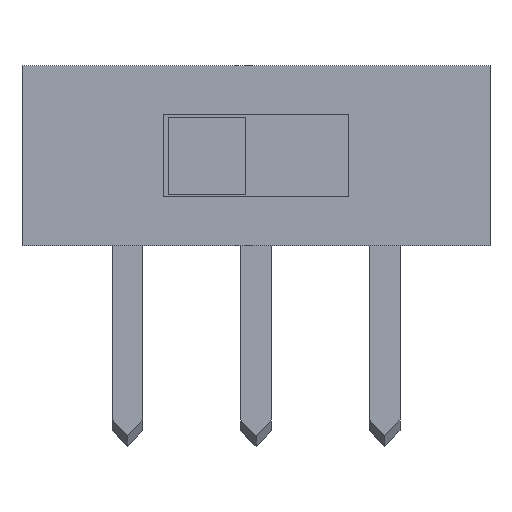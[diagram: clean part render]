
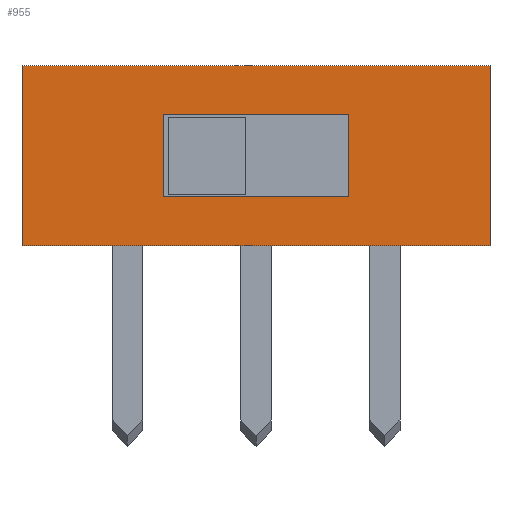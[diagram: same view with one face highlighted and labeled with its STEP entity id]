
A CAD part, front view. The second image highlights one B-rep face of the part: STEP entity #955.
In plain terms, the highlighted planar face has unit normal (0, -1, 0).
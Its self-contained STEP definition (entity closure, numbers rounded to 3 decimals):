
#41=FACE_BOUND('',#156,.T.);
#95=FACE_OUTER_BOUND('',#155,.T.);
#155=EDGE_LOOP('',(#848,#849,#850,#851));
#156=EDGE_LOOP('',(#852,#853,#854,#855));
#241=LINE('',#1488,#357);
#245=LINE('',#1496,#361);
#248=LINE('',#1502,#364);
#251=LINE('',#1507,#367);
#266=LINE('',#1539,#382);
#268=LINE('',#1543,#384);
#270=LINE('',#1547,#386);
#272=LINE('',#1550,#388);
#357=VECTOR('',#1226,10.);
#361=VECTOR('',#1232,10.);
#364=VECTOR('',#1237,10.);
#367=VECTOR('',#1242,10.);
#382=VECTOR('',#1271,10.);
#384=VECTOR('',#1275,10.);
#386=VECTOR('',#1279,10.);
#388=VECTOR('',#1283,10.);
#452=VERTEX_POINT('',#1486);
#453=VERTEX_POINT('',#1487);
#456=VERTEX_POINT('',#1495);
#458=VERTEX_POINT('',#1501);
#468=VERTEX_POINT('',#1536);
#469=VERTEX_POINT('',#1538);
#470=VERTEX_POINT('',#1542);
#471=VERTEX_POINT('',#1546);
#568=EDGE_CURVE('',#452,#453,#241,.T.);
#572=EDGE_CURVE('',#456,#452,#245,.T.);
#575=EDGE_CURVE('',#458,#456,#248,.T.);
#578=EDGE_CURVE('',#453,#458,#251,.T.);
#593=EDGE_CURVE('',#469,#468,#266,.T.);
#595=EDGE_CURVE('',#470,#469,#268,.T.);
#597=EDGE_CURVE('',#471,#470,#270,.T.);
#599=EDGE_CURVE('',#468,#471,#272,.T.);
#848=ORIENTED_EDGE('',*,*,#599,.T.);
#849=ORIENTED_EDGE('',*,*,#597,.T.);
#850=ORIENTED_EDGE('',*,*,#595,.T.);
#851=ORIENTED_EDGE('',*,*,#593,.T.);
#852=ORIENTED_EDGE('',*,*,#568,.T.);
#853=ORIENTED_EDGE('',*,*,#578,.T.);
#854=ORIENTED_EDGE('',*,*,#575,.T.);
#855=ORIENTED_EDGE('',*,*,#572,.T.);
#901=PLANE('',#1035);
#955=ADVANCED_FACE('',(#95,#41),#901,.T.);
#1035=AXIS2_PLACEMENT_3D('',#1551,#1284,#1285);
#1226=DIRECTION('',(0.,0.,1.));
#1232=DIRECTION('',(-1.,0.,0.));
#1237=DIRECTION('',(0.,0.,-1.));
#1242=DIRECTION('',(1.,0.,0.));
#1271=DIRECTION('',(0.,0.,-1.));
#1275=DIRECTION('',(-1.,0.,0.));
#1279=DIRECTION('',(0.,0.,1.));
#1283=DIRECTION('',(1.,0.,0.));
#1284=DIRECTION('center_axis',(0.,-1.,0.));
#1285=DIRECTION('ref_axis',(0.,0.,-1.));
#1486=CARTESIAN_POINT('',(-1.8,-2.6,-0.8));
#1487=CARTESIAN_POINT('',(-1.8,-2.6,0.8));
#1488=CARTESIAN_POINT('',(-1.8,-2.6,-0.4));
#1495=CARTESIAN_POINT('',(1.8,-2.6,-0.8));
#1496=CARTESIAN_POINT('',(0.9,-2.6,-0.8));
#1501=CARTESIAN_POINT('',(1.8,-2.6,0.8));
#1502=CARTESIAN_POINT('',(1.8,-2.6,0.4));
#1507=CARTESIAN_POINT('',(-0.9,-2.6,0.8));
#1536=CARTESIAN_POINT('',(-4.55,-2.6,-1.75));
#1538=CARTESIAN_POINT('',(-4.55,-2.6,1.75));
#1539=CARTESIAN_POINT('',(-4.55,-2.6,-1.75));
#1542=CARTESIAN_POINT('',(4.55,-2.6,1.75));
#1543=CARTESIAN_POINT('',(-4.55,-2.6,1.75));
#1546=CARTESIAN_POINT('',(4.55,-2.6,-1.75));
#1547=CARTESIAN_POINT('',(4.55,-2.6,1.75));
#1550=CARTESIAN_POINT('',(4.55,-2.6,-1.75));
#1551=CARTESIAN_POINT('Origin',(0.,-2.6,0.));
